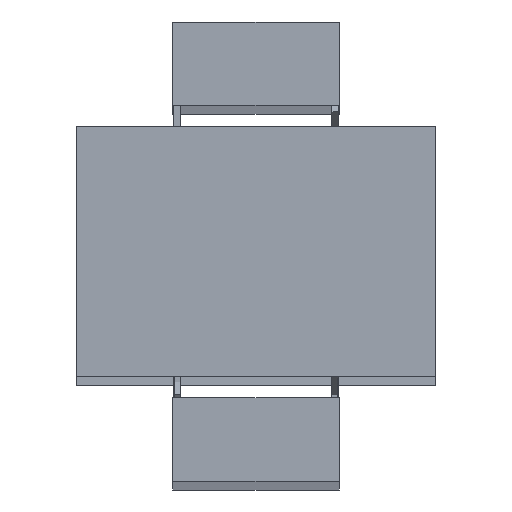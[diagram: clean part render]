
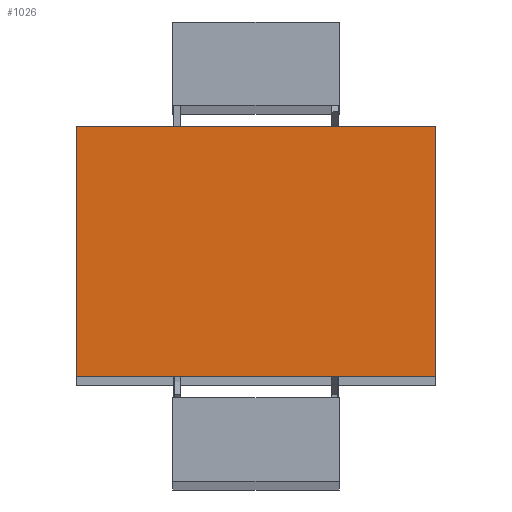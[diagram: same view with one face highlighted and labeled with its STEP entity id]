
A CAD part, top view. The second image highlights one B-rep face of the part: STEP entity #1026.
In plain terms, the highlighted planar face has unit normal (0, 0, 1).
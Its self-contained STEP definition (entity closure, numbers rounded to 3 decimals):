
#712 = VERTEX_POINT('',#713);
#713 = CARTESIAN_POINT('',(-115.,125.,6110.));
#720 = PLANE('',#721);
#721 = AXIS2_PLACEMENT_3D('',#722,#723,#724);
#722 = CARTESIAN_POINT('',(-115.,125.,6100.));
#723 = DIRECTION('',(1.,0.,-0.));
#724 = DIRECTION('',(0.,0.,1.));
#732 = PLANE('',#733);
#733 = AXIS2_PLACEMENT_3D('',#734,#735,#736);
#734 = CARTESIAN_POINT('',(-115.,125.,6100.));
#735 = DIRECTION('',(-0.,1.,0.));
#736 = DIRECTION('',(0.,0.,1.));
#773 = VERTEX_POINT('',#774);
#774 = CARTESIAN_POINT('',(-115.,425.,6110.));
#788 = PLANE('',#789);
#789 = AXIS2_PLACEMENT_3D('',#790,#791,#792);
#790 = CARTESIAN_POINT('',(-115.,425.,6100.));
#791 = DIRECTION('',(-0.,1.,0.));
#792 = DIRECTION('',(0.,0.,1.));
#800 = EDGE_CURVE('',#712,#773,#801,.T.);
#801 = SURFACE_CURVE('',#802,(#806,#813),.PCURVE_S1.);
#802 = LINE('',#803,#804);
#803 = CARTESIAN_POINT('',(-115.,125.,6110.));
#804 = VECTOR('',#805,1.);
#805 = DIRECTION('',(-0.,1.,0.));
#806 = PCURVE('',#720,#807);
#807 = DEFINITIONAL_REPRESENTATION('',(#808),#812);
#808 = LINE('',#809,#810);
#809 = CARTESIAN_POINT('',(10.,0.));
#810 = VECTOR('',#811,1.);
#811 = DIRECTION('',(0.,-1.));
#812 = ( GEOMETRIC_REPRESENTATION_CONTEXT(2) 
PARAMETRIC_REPRESENTATION_CONTEXT() REPRESENTATION_CONTEXT('2D SPACE',''
  ) );
#813 = PCURVE('',#814,#819);
#814 = PLANE('',#815);
#815 = AXIS2_PLACEMENT_3D('',#816,#817,#818);
#816 = CARTESIAN_POINT('',(-115.,125.,6110.));
#817 = DIRECTION('',(0.,0.,1.));
#818 = DIRECTION('',(1.,0.,-0.));
#819 = DEFINITIONAL_REPRESENTATION('',(#820),#824);
#820 = LINE('',#821,#822);
#821 = CARTESIAN_POINT('',(0.,0.));
#822 = VECTOR('',#823,1.);
#823 = DIRECTION('',(0.,1.));
#824 = ( GEOMETRIC_REPRESENTATION_CONTEXT(2) 
PARAMETRIC_REPRESENTATION_CONTEXT() REPRESENTATION_CONTEXT('2D SPACE',''
  ) );
#832 = VERTEX_POINT('',#833);
#833 = CARTESIAN_POINT('',(315.,125.,6110.));
#840 = PLANE('',#841);
#841 = AXIS2_PLACEMENT_3D('',#842,#843,#844);
#842 = CARTESIAN_POINT('',(315.,125.,6100.));
#843 = DIRECTION('',(1.,0.,-0.));
#844 = DIRECTION('',(0.,0.,1.));
#883 = VERTEX_POINT('',#884);
#884 = CARTESIAN_POINT('',(315.,425.,6110.));
#905 = EDGE_CURVE('',#832,#883,#906,.T.);
#906 = SURFACE_CURVE('',#907,(#911,#918),.PCURVE_S1.);
#907 = LINE('',#908,#909);
#908 = CARTESIAN_POINT('',(315.,125.,6110.));
#909 = VECTOR('',#910,1.);
#910 = DIRECTION('',(-0.,1.,0.));
#911 = PCURVE('',#840,#912);
#912 = DEFINITIONAL_REPRESENTATION('',(#913),#917);
#913 = LINE('',#914,#915);
#914 = CARTESIAN_POINT('',(10.,0.));
#915 = VECTOR('',#916,1.);
#916 = DIRECTION('',(0.,-1.));
#917 = ( GEOMETRIC_REPRESENTATION_CONTEXT(2) 
PARAMETRIC_REPRESENTATION_CONTEXT() REPRESENTATION_CONTEXT('2D SPACE',''
  ) );
#918 = PCURVE('',#814,#919);
#919 = DEFINITIONAL_REPRESENTATION('',(#920),#924);
#920 = LINE('',#921,#922);
#921 = CARTESIAN_POINT('',(430.,0.));
#922 = VECTOR('',#923,1.);
#923 = DIRECTION('',(0.,1.));
#924 = ( GEOMETRIC_REPRESENTATION_CONTEXT(2) 
PARAMETRIC_REPRESENTATION_CONTEXT() REPRESENTATION_CONTEXT('2D SPACE',''
  ) );
#951 = EDGE_CURVE('',#712,#832,#952,.T.);
#952 = SURFACE_CURVE('',#953,(#957,#964),.PCURVE_S1.);
#953 = LINE('',#954,#955);
#954 = CARTESIAN_POINT('',(-115.,125.,6110.));
#955 = VECTOR('',#956,1.);
#956 = DIRECTION('',(1.,0.,-0.));
#957 = PCURVE('',#732,#958);
#958 = DEFINITIONAL_REPRESENTATION('',(#959),#963);
#959 = LINE('',#960,#961);
#960 = CARTESIAN_POINT('',(10.,0.));
#961 = VECTOR('',#962,1.);
#962 = DIRECTION('',(0.,1.));
#963 = ( GEOMETRIC_REPRESENTATION_CONTEXT(2) 
PARAMETRIC_REPRESENTATION_CONTEXT() REPRESENTATION_CONTEXT('2D SPACE',''
  ) );
#964 = PCURVE('',#814,#965);
#965 = DEFINITIONAL_REPRESENTATION('',(#966),#970);
#966 = LINE('',#967,#968);
#967 = CARTESIAN_POINT('',(0.,0.));
#968 = VECTOR('',#969,1.);
#969 = DIRECTION('',(1.,0.));
#970 = ( GEOMETRIC_REPRESENTATION_CONTEXT(2) 
PARAMETRIC_REPRESENTATION_CONTEXT() REPRESENTATION_CONTEXT('2D SPACE',''
  ) );
#998 = EDGE_CURVE('',#773,#883,#999,.T.);
#999 = SURFACE_CURVE('',#1000,(#1004,#1011),.PCURVE_S1.);
#1000 = LINE('',#1001,#1002);
#1001 = CARTESIAN_POINT('',(-115.,425.,6110.));
#1002 = VECTOR('',#1003,1.);
#1003 = DIRECTION('',(1.,0.,-0.));
#1004 = PCURVE('',#788,#1005);
#1005 = DEFINITIONAL_REPRESENTATION('',(#1006),#1010);
#1006 = LINE('',#1007,#1008);
#1007 = CARTESIAN_POINT('',(10.,0.));
#1008 = VECTOR('',#1009,1.);
#1009 = DIRECTION('',(0.,1.));
#1010 = ( GEOMETRIC_REPRESENTATION_CONTEXT(2) 
PARAMETRIC_REPRESENTATION_CONTEXT() REPRESENTATION_CONTEXT('2D SPACE',''
  ) );
#1011 = PCURVE('',#814,#1012);
#1012 = DEFINITIONAL_REPRESENTATION('',(#1013),#1017);
#1013 = LINE('',#1014,#1015);
#1014 = CARTESIAN_POINT('',(0.,300.));
#1015 = VECTOR('',#1016,1.);
#1016 = DIRECTION('',(1.,0.));
#1017 = ( GEOMETRIC_REPRESENTATION_CONTEXT(2) 
PARAMETRIC_REPRESENTATION_CONTEXT() REPRESENTATION_CONTEXT('2D SPACE',''
  ) );
#1026 = ADVANCED_FACE('',(#1027),#814,.T.);
#1027 = FACE_BOUND('',#1028,.T.);
#1028 = EDGE_LOOP('',(#1029,#1030,#1031,#1032));
#1029 = ORIENTED_EDGE('',*,*,#800,.F.);
#1030 = ORIENTED_EDGE('',*,*,#951,.T.);
#1031 = ORIENTED_EDGE('',*,*,#905,.T.);
#1032 = ORIENTED_EDGE('',*,*,#998,.F.);
